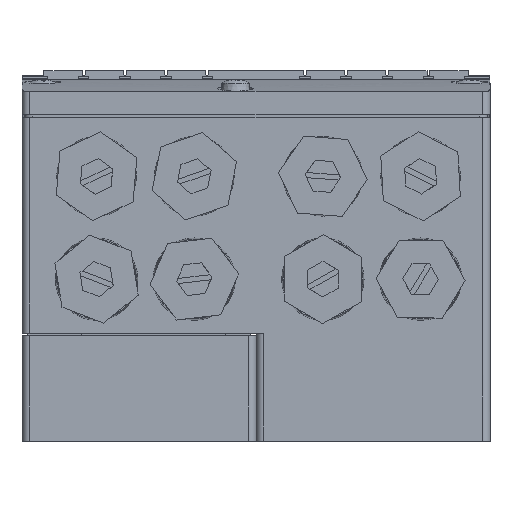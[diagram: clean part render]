
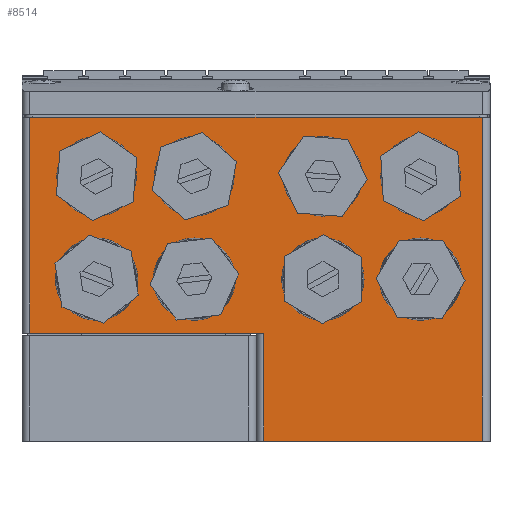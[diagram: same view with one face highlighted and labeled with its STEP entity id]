
A CAD part, front view. The second image highlights one B-rep face of the part: STEP entity #8514.
In plain terms, the highlighted planar face has unit normal (0, -1, 0).
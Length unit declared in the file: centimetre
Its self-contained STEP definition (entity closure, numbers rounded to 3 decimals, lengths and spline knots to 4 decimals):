
#746=CIRCLE('',#9178,0.8);
#747=CIRCLE('',#9180,0.8);
#748=CIRCLE('',#9181,0.8);
#749=CIRCLE('',#9182,0.8);
#750=CIRCLE('',#9183,0.775);
#751=CIRCLE('',#9184,0.775);
#752=CIRCLE('',#9185,0.775);
#753=CIRCLE('',#9186,0.775);
#1053=VERTEX_POINT('',#12257);
#1054=VERTEX_POINT('',#12259);
#1069=VERTEX_POINT('',#12291);
#1087=VERTEX_POINT('',#12565);
#1105=VERTEX_POINT('',#12749);
#1111=VERTEX_POINT('',#12873);
#1424=VERTEX_POINT('',#13998);
#1425=VERTEX_POINT('',#14001);
#1426=VERTEX_POINT('',#14003);
#1427=VERTEX_POINT('',#14005);
#1428=VERTEX_POINT('',#14007);
#1429=VERTEX_POINT('',#14009);
#1430=VERTEX_POINT('',#14011);
#1431=VERTEX_POINT('',#14013);
#1854=VECTOR('',#9752,1.);
#1867=VECTOR('',#9772,1.);
#1877=VECTOR('',#9796,1.);
#1894=VECTOR('',#9836,1.);
#1902=VECTOR('',#9859,1.);
#1957=VECTOR('',#9996,1.);
#2684=LINE('',#12258,#1854);
#2697=LINE('',#12290,#1867);
#2707=LINE('',#12564,#1877);
#2724=LINE('',#12750,#1894);
#2732=LINE('',#12874,#1902);
#2787=LINE('',#13072,#1957);
#3539=EDGE_CURVE('',#1053,#1054,#2684,.T.);
#3556=EDGE_CURVE('',#1069,#1054,#2697,.T.);
#3578=EDGE_CURVE('',#1069,#1087,#2707,.T.);
#3605=EDGE_CURVE('',#1053,#1105,#2724,.T.);
#3619=EDGE_CURVE('',#1111,#1105,#2732,.T.);
#3706=EDGE_CURVE('',#1087,#1111,#2787,.T.);
#4096=EDGE_CURVE('',#1424,#1424,#746,.T.);
#4097=EDGE_CURVE('',#1425,#1425,#747,.T.);
#4098=EDGE_CURVE('',#1426,#1426,#748,.T.);
#4099=EDGE_CURVE('',#1427,#1427,#749,.T.);
#4100=EDGE_CURVE('',#1428,#1428,#750,.T.);
#4101=EDGE_CURVE('',#1429,#1429,#751,.T.);
#4102=EDGE_CURVE('',#1430,#1430,#752,.T.);
#4103=EDGE_CURVE('',#1431,#1431,#753,.T.);
#5874=ORIENTED_EDGE('',*,*,#3539,.F.);
#5875=ORIENTED_EDGE('',*,*,#3605,.T.);
#5876=ORIENTED_EDGE('',*,*,#3619,.F.);
#5877=ORIENTED_EDGE('',*,*,#3706,.F.);
#5878=ORIENTED_EDGE('',*,*,#3578,.F.);
#5879=ORIENTED_EDGE('',*,*,#3556,.T.);
#5880=ORIENTED_EDGE('',*,*,#4096,.T.);
#5881=ORIENTED_EDGE('',*,*,#4097,.T.);
#5882=ORIENTED_EDGE('',*,*,#4098,.T.);
#5883=ORIENTED_EDGE('',*,*,#4099,.T.);
#5884=ORIENTED_EDGE('',*,*,#4100,.T.);
#5885=ORIENTED_EDGE('',*,*,#4101,.T.);
#5886=ORIENTED_EDGE('',*,*,#4102,.T.);
#5887=ORIENTED_EDGE('',*,*,#4103,.T.);
#7274=EDGE_LOOP('',(#5874,#5875,#5876,#5877,#5878,#5879));
#7275=EDGE_LOOP('',(#5880));
#7276=EDGE_LOOP('',(#5881));
#7277=EDGE_LOOP('',(#5882));
#7278=EDGE_LOOP('',(#5883));
#7279=EDGE_LOOP('',(#5884));
#7280=EDGE_LOOP('',(#5885));
#7281=EDGE_LOOP('',(#5886));
#7282=EDGE_LOOP('',(#5887));
#7925=FACE_BOUND('',#7274,.T.);
#7926=FACE_BOUND('',#7275,.T.);
#7927=FACE_BOUND('',#7276,.T.);
#7928=FACE_BOUND('',#7277,.T.);
#7929=FACE_BOUND('',#7278,.T.);
#7930=FACE_BOUND('',#7279,.T.);
#7931=FACE_BOUND('',#7280,.T.);
#7932=FACE_BOUND('',#7281,.T.);
#7933=FACE_BOUND('',#7282,.T.);
#8514=ADVANCED_FACE('',(#7925,#7926,#7927,#7928,#7929,#7930,#7931,#7932,
#7933),#15151,.T.);
#8830=AXIS2_PLACEMENT_3D('',#12866,#9850,$);
#9178=AXIS2_PLACEMENT_3D('',#13997,#10735,#10736);
#9180=AXIS2_PLACEMENT_3D('',#14000,#10738,#10739);
#9181=AXIS2_PLACEMENT_3D('',#14002,#10740,#10741);
#9182=AXIS2_PLACEMENT_3D('',#14004,#10742,#10743);
#9183=AXIS2_PLACEMENT_3D('',#14006,#10744,#10745);
#9184=AXIS2_PLACEMENT_3D('',#14008,#10746,#10747);
#9185=AXIS2_PLACEMENT_3D('',#14010,#10748,#10749);
#9186=AXIS2_PLACEMENT_3D('',#14012,#10750,#10751);
#9752=DIRECTION('',(0.,0.,-1.));
#9772=DIRECTION('',(1.,0.,0.));
#9796=DIRECTION('',(0.,0.,1.));
#9836=DIRECTION('',(-1.,0.,0.));
#9850=DIRECTION('',(0.,-1.,0.));
#9859=DIRECTION('',(0.,0.,1.));
#9996=DIRECTION('',(-1.,0.,0.));
#10735=DIRECTION('',(0.,1.,0.));
#10736=DIRECTION('',(0.8,0.,0.));
#10738=DIRECTION('',(0.,1.,0.));
#10739=DIRECTION('',(0.8,0.,0.));
#10740=DIRECTION('',(0.,1.,0.));
#10741=DIRECTION('',(0.8,0.,0.));
#10742=DIRECTION('',(0.,1.,0.));
#10743=DIRECTION('',(0.8,0.,0.));
#10744=DIRECTION('',(0.,1.,0.));
#10745=DIRECTION('',(0.775,0.,0.));
#10746=DIRECTION('',(0.,1.,0.));
#10747=DIRECTION('',(0.775,0.,0.));
#10748=DIRECTION('',(0.,1.,0.));
#10749=DIRECTION('',(0.775,0.,0.));
#10750=DIRECTION('',(0.,1.,0.));
#10751=DIRECTION('',(0.775,0.,0.));
#12257=CARTESIAN_POINT('',(4.4,-4.,6.3));
#12258=CARTESIAN_POINT('',(4.4,-4.,0.));
#12259=CARTESIAN_POINT('',(4.4,-4.,0.));
#12290=CARTESIAN_POINT('',(-4.55,-4.,0.));
#12291=CARTESIAN_POINT('',(0.15,-4.,0.));
#12564=CARTESIAN_POINT('',(0.15,-4.,0.));
#12565=CARTESIAN_POINT('',(0.15,-4.,2.1));
#12749=CARTESIAN_POINT('',(-4.4,-4.,6.3));
#12750=CARTESIAN_POINT('',(-4.525,-4.,6.3));
#12866=CARTESIAN_POINT('',(0.,-4.,0.));
#12873=CARTESIAN_POINT('',(-4.4,-4.,2.1));
#12874=CARTESIAN_POINT('',(-4.4,-4.,0.));
#13072=CARTESIAN_POINT('',(-5.2717,-4.,2.1));
#13997=CARTESIAN_POINT('',(3.2,-4.,3.15));
#13998=CARTESIAN_POINT('',(4.,-4.,3.15));
#14000=CARTESIAN_POINT('',(1.3,-4.,3.15));
#14001=CARTESIAN_POINT('',(2.1,-4.,3.15));
#14002=CARTESIAN_POINT('',(-1.2,-4.,3.15));
#14003=CARTESIAN_POINT('',(-0.4,-4.,3.15));
#14004=CARTESIAN_POINT('',(-3.1,-4.,3.15));
#14005=CARTESIAN_POINT('',(-2.3,-4.,3.15));
#14006=CARTESIAN_POINT('',(3.2,-4.,5.15));
#14007=CARTESIAN_POINT('',(3.975,-4.,5.15));
#14008=CARTESIAN_POINT('',(1.3,-4.,5.15));
#14009=CARTESIAN_POINT('',(2.075,-4.,5.15));
#14010=CARTESIAN_POINT('',(-1.2,-4.,5.15));
#14011=CARTESIAN_POINT('',(-0.425,-4.,5.15));
#14012=CARTESIAN_POINT('',(-3.1,-4.,5.15));
#14013=CARTESIAN_POINT('',(-2.325,-4.,5.15));
#15151=PLANE('',#8830);
